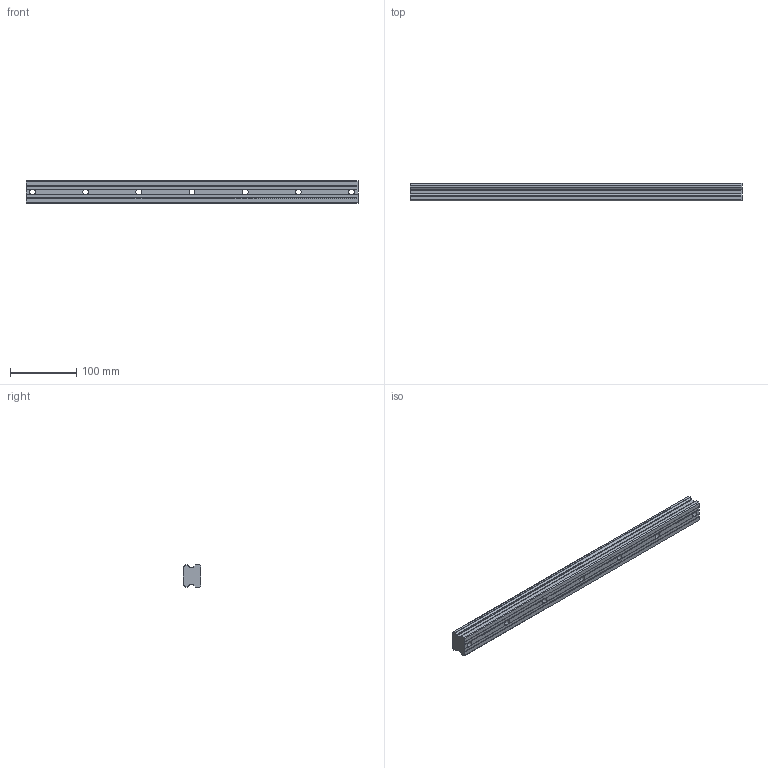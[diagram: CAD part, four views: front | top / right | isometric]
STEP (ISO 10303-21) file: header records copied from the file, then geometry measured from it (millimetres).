
FILE_DESCRIPTION (( 'STEP AP214' ), '1' );
FILE_NAME ('SHS35C1SS-500L_G10_0_B-M6F_189_0_0_0_1.STEP', '2021-06-22T08:22:40', ( '' ), ( '' ), 'SwSTEP 2.0', 'SolidWorks 2021', '' );
FILE_SCHEMA (( 'AUTOMOTIVE_DESIGN' ));
Length unit declared in the file: millimetre
Products named in the file (2): _SHS35C50010 Track; SHS35C1SS-500L_G10_0_B-M6F_189_0_0_0_1
Assembly tree (1 placements, depth 2):
  SHS35C1SS-500L_G10_0_B-M6F_189_0_0_0_1
    _SHS35C50010 Track
Bounding box: 500 x 26 x 34 mm (x, y, z)
Volume: 378614.5 mm3; surface area: 68211.8 mm2
Topology: 1 solids, 1 shells, 118 faces, 348 edges, 232 vertices
Faces by surface type: cylinder 66, plane 52
Entity records: 4162 total; most frequent: CARTESIAN_POINT 926, ORIENTED_EDGE 696, DIRECTION 668, EDGE_CURVE 348, AXIS2_PLACEMENT_3D 254, VERTEX_POINT 232, LINE 160, VECTOR 160
